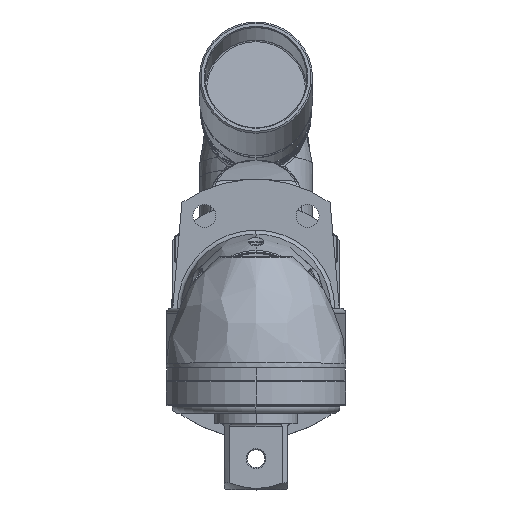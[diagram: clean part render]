
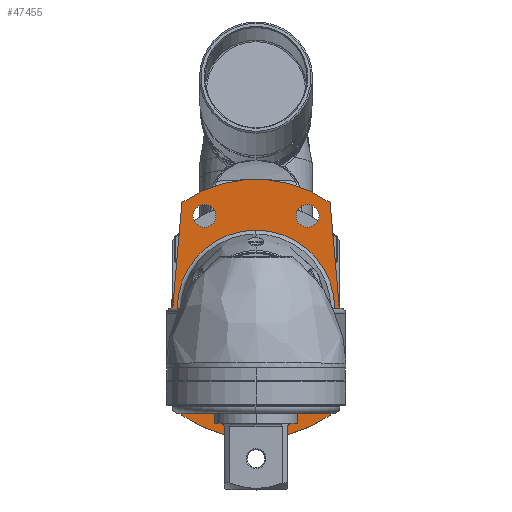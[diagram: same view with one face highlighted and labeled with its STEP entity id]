
A CAD part, top view. The second image highlights one B-rep face of the part: STEP entity #47455.
In plain terms, the highlighted planar face has unit normal (0, 0, 1).
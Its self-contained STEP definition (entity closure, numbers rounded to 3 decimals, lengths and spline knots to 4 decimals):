
#5431=CARTESIAN_POINT('',(0.,0.,16.8189));
#5432=DIRECTION('',(0.,0.,1.));
#5433=DIRECTION('',(0.572,0.82,0.));
#5434=AXIS2_PLACEMENT_3D('',#5431,#5432,#5433);
#5448=CARTESIAN_POINT('',(0.,0.,16.8189));
#5449=DIRECTION('',(0.,0.,1.));
#5450=DIRECTION('',(-0.572,-0.82,0.));
#5451=AXIS2_PLACEMENT_3D('',#5448,#5449,#5450);
#5466=DIRECTION('',(-0.087,-0.996,0.));
#5467=VECTOR('',#5466,1.1785);
#5468=CARTESIAN_POINT('',(-0.8778,1.2598,
16.8189));
#5469=LINE('',#5468,#5467);
#5470=DIRECTION('',(0.087,-0.996,0.));
#5471=VECTOR('',#5470,1.1785);
#5472=CARTESIAN_POINT('',(0.8778,1.2598,16.8189));
#5473=LINE('',#5472,#5471);
#5474=CARTESIAN_POINT('',(0.,0.,16.8189));
#5475=DIRECTION('',(0.,0.,1.));
#5476=DIRECTION('',(0.996,-0.087,0.));
#5477=AXIS2_PLACEMENT_3D('',#5474,#5475,#5476);
#5479=DIRECTION('',(0.087,0.996,0.));
#5480=VECTOR('',#5479,1.1785);
#5481=CARTESIAN_POINT('',(0.8778,-1.2598,
16.8189));
#5482=LINE('',#5481,#5480);
#5483=DIRECTION('',(-0.087,0.996,0.));
#5484=VECTOR('',#5483,1.1785);
#5485=CARTESIAN_POINT('',(-0.8778,-1.2598,
16.8189));
#5486=LINE('',#5485,#5484);
#5487=CARTESIAN_POINT('',(0.,0.,16.8189));
#5488=DIRECTION('',(0.,0.,1.));
#5489=DIRECTION('',(-0.996,0.087,0.));
#5490=AXIS2_PLACEMENT_3D('',#5487,#5488,#5489);
#5492=CARTESIAN_POINT('',(-0.6102,1.1024,
16.8189));
#5493=DIRECTION('',(0.,0.,-1.));
#5494=DIRECTION('',(-1.,0.,0.));
#5495=AXIS2_PLACEMENT_3D('',#5492,#5493,#5494);
#5497=CARTESIAN_POINT('',(-0.6102,1.1024,
16.8189));
#5498=DIRECTION('',(0.,0.,-1.));
#5499=DIRECTION('',(1.,0.,0.));
#5500=AXIS2_PLACEMENT_3D('',#5497,#5498,#5499);
#5502=CARTESIAN_POINT('',(0.6102,1.1024,16.8189));
#5503=DIRECTION('',(0.,0.,-1.));
#5504=DIRECTION('',(-1.,0.,0.));
#5505=AXIS2_PLACEMENT_3D('',#5502,#5503,#5504);
#5507=CARTESIAN_POINT('',(0.6102,1.1024,16.8189));
#5508=DIRECTION('',(0.,0.,-1.));
#5509=DIRECTION('',(1.,0.,0.));
#5510=AXIS2_PLACEMENT_3D('',#5507,#5508,#5509);
#5512=CARTESIAN_POINT('',(0.6102,-1.1024,
16.8189));
#5513=DIRECTION('',(0.,0.,-1.));
#5514=DIRECTION('',(-1.,0.,0.));
#5515=AXIS2_PLACEMENT_3D('',#5512,#5513,#5514);
#5517=CARTESIAN_POINT('',(0.6102,-1.1024,
16.8189));
#5518=DIRECTION('',(0.,0.,-1.));
#5519=DIRECTION('',(1.,0.,0.));
#5520=AXIS2_PLACEMENT_3D('',#5517,#5518,#5519);
#5522=CARTESIAN_POINT('',(-0.6102,-1.1024,
16.8189));
#5523=DIRECTION('',(0.,0.,-1.));
#5524=DIRECTION('',(-1.,0.,0.));
#5525=AXIS2_PLACEMENT_3D('',#5522,#5523,#5524);
#5527=CARTESIAN_POINT('',(-0.6102,-1.1024,
16.8189));
#5528=DIRECTION('',(0.,0.,-1.));
#5529=DIRECTION('',(1.,0.,0.));
#5530=AXIS2_PLACEMENT_3D('',#5527,#5528,#5529);
#5532=CARTESIAN_POINT('',(0.,0.,16.8189));
#5533=DIRECTION('',(0.,0.,-1.));
#5534=DIRECTION('',(0.,-1.,0.));
#5535=AXIS2_PLACEMENT_3D('',#5532,#5533,#5534);
#5537=CARTESIAN_POINT('',(0.,0.,16.8189));
#5538=DIRECTION('',(0.,0.,-1.));
#5539=DIRECTION('',(0.,1.,0.));
#5540=AXIS2_PLACEMENT_3D('',#5537,#5538,#5539);
#37143=CARTESIAN_POINT('',(-0.8778,1.2598,
16.8189));
#37144=VERTEX_POINT('',#37143);
#37145=CARTESIAN_POINT('',(-0.8778,-1.2598,
16.8189));
#37146=VERTEX_POINT('',#37145);
#37147=CARTESIAN_POINT('',(-0.9805,0.0858,
16.8189));
#37148=VERTEX_POINT('',#37147);
#37149=CARTESIAN_POINT('',(0.8778,1.2598,
16.8189));
#37150=CARTESIAN_POINT('',(0.9805,0.0858,
16.8189));
#37151=VERTEX_POINT('',#37149);
#37152=VERTEX_POINT('',#37150);
#37153=CARTESIAN_POINT('',(0.9805,-0.0858,
16.8189));
#37154=VERTEX_POINT('',#37153);
#37155=CARTESIAN_POINT('',(0.8778,-1.2598,
16.8189));
#37156=VERTEX_POINT('',#37155);
#37157=CARTESIAN_POINT('',(-0.9805,-0.0858,
16.8189));
#37158=VERTEX_POINT('',#37157);
#37175=CARTESIAN_POINT('',(-0.7464,1.1024,
16.8189));
#37176=CARTESIAN_POINT('',(-0.4741,1.1024,
16.8189));
#37177=VERTEX_POINT('',#37175);
#37178=VERTEX_POINT('',#37176);
#37183=CARTESIAN_POINT('',(0.4741,1.1024,
16.8189));
#37184=CARTESIAN_POINT('',(0.7464,1.1024,
16.8189));
#37185=VERTEX_POINT('',#37183);
#37186=VERTEX_POINT('',#37184);
#37191=CARTESIAN_POINT('',(0.4741,-1.1024,
16.8189));
#37192=CARTESIAN_POINT('',(0.7464,-1.1024,
16.8189));
#37193=VERTEX_POINT('',#37191);
#37194=VERTEX_POINT('',#37192);
#37199=CARTESIAN_POINT('',(-0.7464,-1.1024,
16.8189));
#37200=CARTESIAN_POINT('',(-0.4741,-1.1024,
16.8189));
#37201=VERTEX_POINT('',#37199);
#37202=VERTEX_POINT('',#37200);
#37207=CARTESIAN_POINT('',(0.,-0.9331,16.8189));
#37208=CARTESIAN_POINT('',(0.,0.9331,16.8189));
#37209=VERTEX_POINT('',#37207);
#37210=VERTEX_POINT('',#37208);
#47408=CARTESIAN_POINT('',(0.,0.,16.8189));
#47409=DIRECTION('',(0.,0.,1.));
#47410=DIRECTION('',(0.,1.,0.));
#47411=AXIS2_PLACEMENT_3D('',#47408,#47409,#47410);
#47412=PLANE('',#47411);
#47413=ORIENTED_EDGE('',*,*,#47289,.F.);
#47414=ORIENTED_EDGE('',*,*,#47311,.F.);
#47415=ORIENTED_EDGE('',*,*,#47332,.T.);
#47416=ORIENTED_EDGE('',*,*,#47353,.F.);
#47417=ORIENTED_EDGE('',*,*,#47374,.F.);
#47418=ORIENTED_EDGE('',*,*,#47392,.F.);
#47420=ORIENTED_EDGE('',*,*,#47419,.T.);
#47422=ORIENTED_EDGE('',*,*,#47421,.F.);
#47423=EDGE_LOOP('',(#47413,#47414,#47415,#47416,#47417,#47418,#47420,#47422));
#47424=FACE_OUTER_BOUND('',#47423,.F.);
#47426=ORIENTED_EDGE('',*,*,#47425,.F.);
#47428=ORIENTED_EDGE('',*,*,#47427,.F.);
#47429=EDGE_LOOP('',(#47426,#47428));
#47430=FACE_BOUND('',#47429,.F.);
#47432=ORIENTED_EDGE('',*,*,#47431,.F.);
#47434=ORIENTED_EDGE('',*,*,#47433,.F.);
#47435=EDGE_LOOP('',(#47432,#47434));
#47436=FACE_BOUND('',#47435,.F.);
#47438=ORIENTED_EDGE('',*,*,#47437,.F.);
#47440=ORIENTED_EDGE('',*,*,#47439,.F.);
#47441=EDGE_LOOP('',(#47438,#47440));
#47442=FACE_BOUND('',#47441,.F.);
#47444=ORIENTED_EDGE('',*,*,#47443,.F.);
#47446=ORIENTED_EDGE('',*,*,#47445,.F.);
#47447=EDGE_LOOP('',(#47444,#47446));
#47448=FACE_BOUND('',#47447,.F.);
#47450=ORIENTED_EDGE('',*,*,#47449,.F.);
#47452=ORIENTED_EDGE('',*,*,#47451,.F.);
#47453=EDGE_LOOP('',(#47450,#47452));
#47454=FACE_BOUND('',#47453,.F.);
#5435=CIRCLE('',#5434,1.5354);
#5452=CIRCLE('',#5451,1.5354);
#5478=CIRCLE('',#5477,0.9843);
#5491=CIRCLE('',#5490,0.9843);
#5496=CIRCLE('',#5495,0.1362);
#5501=CIRCLE('',#5500,0.1362);
#5506=CIRCLE('',#5505,0.1362);
#5511=CIRCLE('',#5510,0.1362);
#5516=CIRCLE('',#5515,0.1362);
#5521=CIRCLE('',#5520,0.1362);
#5526=CIRCLE('',#5525,0.1362);
#5531=CIRCLE('',#5530,0.1362);
#5536=CIRCLE('',#5535,0.9331);
#5541=CIRCLE('',#5540,0.9331);
#47289=EDGE_CURVE('',#37144,#37148,#5469,.T.);
#47311=EDGE_CURVE('',#37151,#37144,#5435,.T.);
#47332=EDGE_CURVE('',#37151,#37152,#5473,.T.);
#47353=EDGE_CURVE('',#37154,#37152,#5478,.T.);
#47374=EDGE_CURVE('',#37156,#37154,#5482,.T.);
#47392=EDGE_CURVE('',#37146,#37156,#5452,.T.);
#47419=EDGE_CURVE('',#37146,#37158,#5486,.T.);
#47421=EDGE_CURVE('',#37148,#37158,#5491,.T.);
#47425=EDGE_CURVE('',#37177,#37178,#5496,.T.);
#47427=EDGE_CURVE('',#37178,#37177,#5501,.T.);
#47431=EDGE_CURVE('',#37185,#37186,#5506,.T.);
#47433=EDGE_CURVE('',#37186,#37185,#5511,.T.);
#47437=EDGE_CURVE('',#37193,#37194,#5516,.T.);
#47439=EDGE_CURVE('',#37194,#37193,#5521,.T.);
#47443=EDGE_CURVE('',#37201,#37202,#5526,.T.);
#47445=EDGE_CURVE('',#37202,#37201,#5531,.T.);
#47449=EDGE_CURVE('',#37209,#37210,#5536,.T.);
#47451=EDGE_CURVE('',#37210,#37209,#5541,.T.);
#47455=ADVANCED_FACE('',(#47424,#47430,#47436,#47442,#47448,#47454),#47412,.T.);
